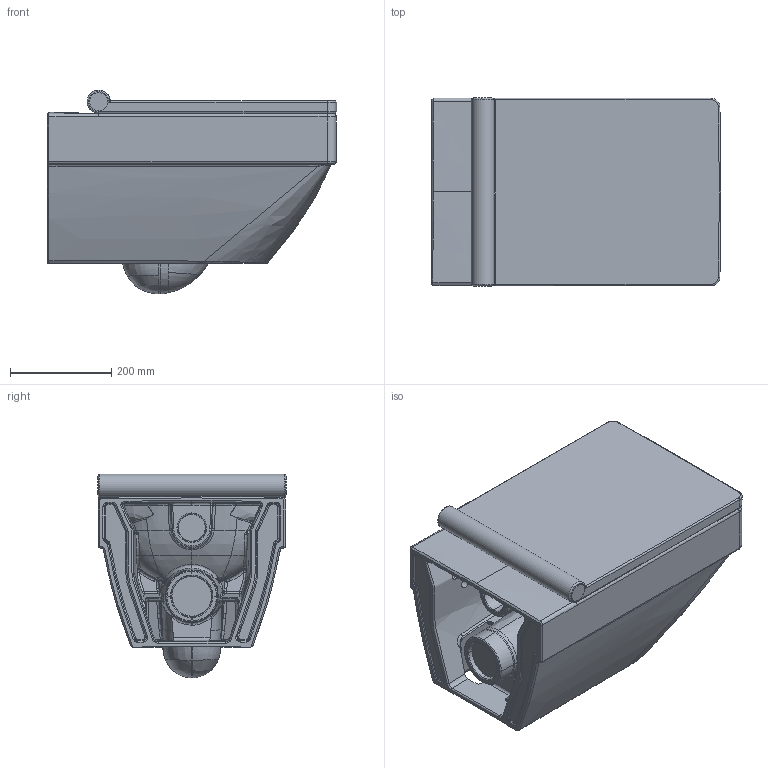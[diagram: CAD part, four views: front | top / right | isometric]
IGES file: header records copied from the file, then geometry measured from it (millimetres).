
Global section: file name: No Iges File Name specified; native system: Autodesk Inventor 2011; preprocessor: AutoDesk Inventor Iges Exporter R2011; author: Administrator; date: 20170708.133323; units: millimetre
Bounding box: 570.43 x 372 x 402.1 mm (x, y, z)
Volume: 30837580.6 mm3; surface area: 1759465.8 mm2
Topology: 2 solids, 2 shells, 873 faces, 2039 edges, 1157 vertices
Faces by surface type: bspline 632, revolution 101, plane 67, cylinder 41, torus 30, cone 2
